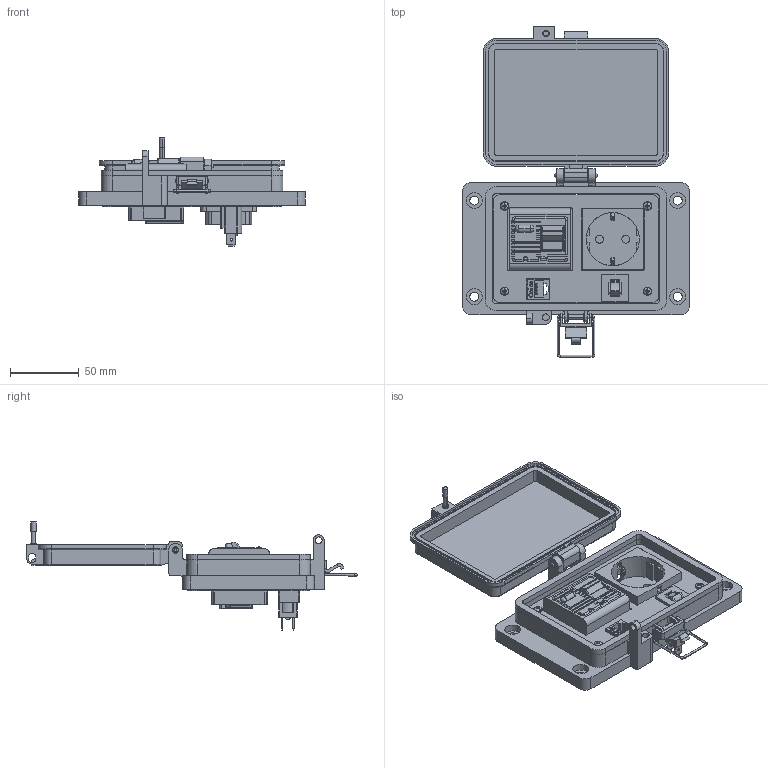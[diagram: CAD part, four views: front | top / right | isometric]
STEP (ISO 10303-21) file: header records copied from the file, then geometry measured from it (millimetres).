
FILE_DESCRIPTION (( 'STEP AP203' ), '1' );
FILE_NAME ('P-R2-M3REF3_3D.STEP', '2018-03-28T20:58:35', ( '' ), ( '' ), 'SwSTEP 2.0', 'SolidWorks 2017', '' );
FILE_SCHEMA (( 'CONFIG_CONTROL_DESIGN' ));
Length unit declared in the file: millimetre
Products named in the file (16): -M3; R2; 92005A124_METRIC PAN HEAD PHILLIPS MACHINE SCREW_92005A124; Z-CB-SM; P-R2-M3REF3_3D; CBX; Z-CB-16A; P-R2-M3REF3_BP180_1; REF-GFCI; P-R2-M3REF3_TP060_1; Z-200-OTLT-RE; Z-000-4243316TFP; REF-OUTLET; P-R2-M3REF3_FP060_1; Z-H-M3_B; Z-300-RJ45CAT5
Assembly tree (19 placements, depth 3):
  P-R2-M3REF3_3D
    P-R2-M3REF3_BP180_1
    P-R2-M3REF3_TP060_1
    Z-000-4243316TFP  x2
    P-R2-M3REF3_FP060_1
    R2
      Z-300-RJ45CAT5
    CBX
      Z-CB-SM
    REF-GFCI
      Z-CB-16A
    REF-OUTLET
      Z-200-OTLT-RE
    -M3
      Z-H-M3_B
    92005A124_METRIC PAN HEAD PHILLIPS MACHINE SCREW_92005A124  x4
Bounding box: 164.96 x 240.59 x 78.59 mm (x, y, z)
Volume: 323618.5 mm3; surface area: 154348.7 mm2
Topology: 23 solids, 23 shells, 2365 faces, 6532 edges, 4264 vertices
Faces by surface type: cylinder 1041, plane 937, bspline 235, cone 70, torus 50, sphere 32
Entity records: 67068 total; most frequent: CARTESIAN_POINT 22436, ORIENTED_EDGE 9540, DIRECTION 8103, EDGE_CURVE 4770, VERTEX_POINT 3105, LINE 2903, VECTOR 2903, AXIS2_PLACEMENT_3D 2600
